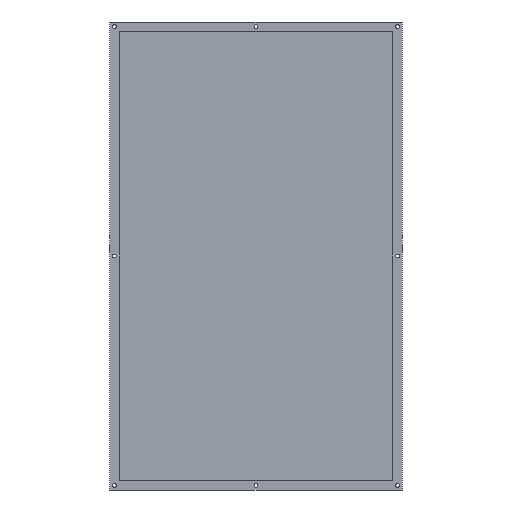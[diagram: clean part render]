
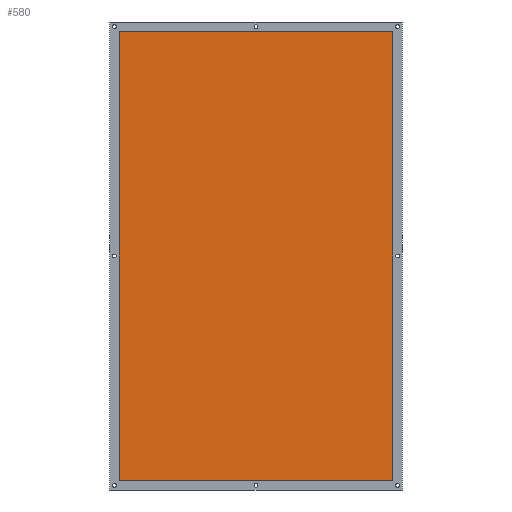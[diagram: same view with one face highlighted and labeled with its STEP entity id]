
A CAD part, front view. The second image highlights one B-rep face of the part: STEP entity #580.
In plain terms, the highlighted planar face has unit normal (0, -1, 0).
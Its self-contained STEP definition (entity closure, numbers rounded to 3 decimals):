
#31=LINE('',#955,#71);
#35=LINE('',#963,#75);
#38=LINE('',#969,#78);
#41=LINE('',#974,#81);
#71=VECTOR('',#803,10.);
#75=VECTOR('',#809,10.);
#78=VECTOR('',#814,10.);
#81=VECTOR('',#819,10.);
#170=FACE_OUTER_BOUND('',#230,.T.);
#230=EDGE_LOOP('',(#523,#524,#525,#526));
#295=VERTEX_POINT('',#953);
#296=VERTEX_POINT('',#954);
#299=VERTEX_POINT('',#962);
#301=VERTEX_POINT('',#968);
#359=EDGE_CURVE('',#295,#296,#31,.T.);
#363=EDGE_CURVE('',#299,#295,#35,.T.);
#366=EDGE_CURVE('',#301,#299,#38,.T.);
#369=EDGE_CURVE('',#296,#301,#41,.T.);
#523=ORIENTED_EDGE('',*,*,#359,.T.);
#524=ORIENTED_EDGE('',*,*,#369,.T.);
#525=ORIENTED_EDGE('',*,*,#366,.T.);
#526=ORIENTED_EDGE('',*,*,#363,.T.);
#545=PLANE('',#670);
#580=ADVANCED_FACE('',(#170),#545,.F.);
#670=AXIS2_PLACEMENT_3D('',#1002,#845,#846);
#803=DIRECTION('',(1.,0.,0.));
#809=DIRECTION('',(0.,0.,-1.));
#814=DIRECTION('',(-1.,0.,0.));
#819=DIRECTION('',(0.,0.,1.));
#845=DIRECTION('center_axis',(0.,1.,0.));
#846=DIRECTION('ref_axis',(0.,0.,1.));
#953=CARTESIAN_POINT('',(-116.8,0.,-191.8));
#954=CARTESIAN_POINT('',(116.8,0.,-191.8));
#955=CARTESIAN_POINT('',(-58.4,0.,-191.8));
#962=CARTESIAN_POINT('',(-116.8,0.,191.8));
#963=CARTESIAN_POINT('',(-116.8,0.,95.9));
#968=CARTESIAN_POINT('',(116.8,0.,191.8));
#969=CARTESIAN_POINT('',(58.4,0.,191.8));
#974=CARTESIAN_POINT('',(116.8,0.,-95.9));
#1002=CARTESIAN_POINT('Origin',(0.,0.,0.));
